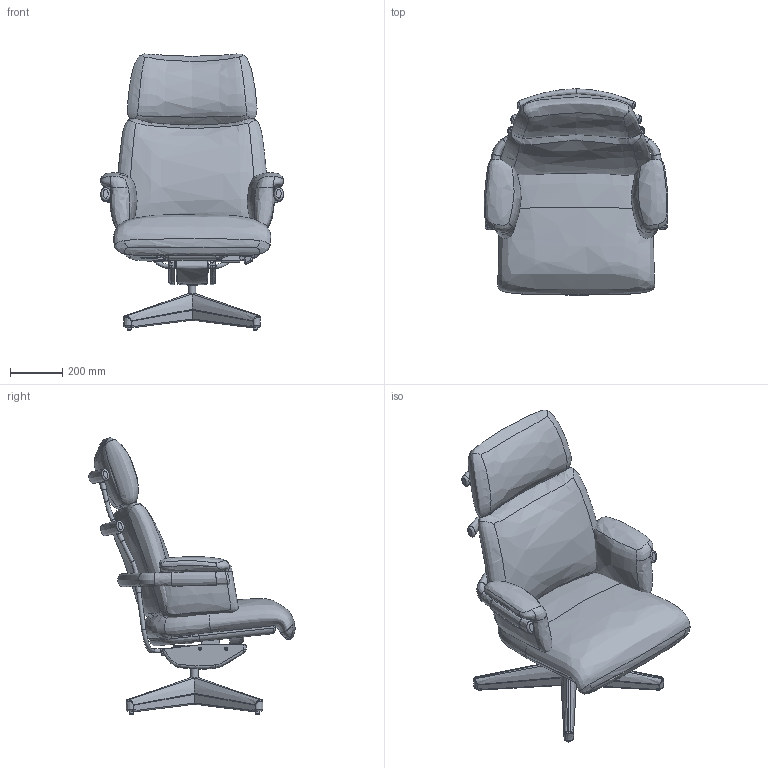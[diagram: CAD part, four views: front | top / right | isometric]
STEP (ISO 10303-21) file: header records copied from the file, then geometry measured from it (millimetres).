
FILE_DESCRIPTION(/* description */ (''),/* implementation_level */ '2;1');
FILE_NAME(/* name */ 'Ramus_CB-578',/* time_stamp */ '2025-07-18T11:34:43+02:00',/* author */ (''),/* organization */ (''),/* preprocessor_version */ 'ST-DEVELOPER v16.5',/* originating_system */ 'Rhino 7.34',/* authorisation */ '');
FILE_SCHEMA (('AUTOMOTIVE_DESIGN'));
Length unit declared in the file: centimetre
Products named in the file (2): Document; CB-578_Ramus
Assembly tree (1 placements, depth 2):
  Document
    CB-578_Ramus
Bounding box: 700.63 x 786.48 x 1053.14 mm (x, y, z)
Volume: 97748522.5 mm3; surface area: 3690842.9 mm2
Topology: 41 solids, 41 shells, 578 faces, 1310 edges, 794 vertices
Faces by surface type: bspline 224, plane 187, cylinder 167
Full cylindrical faces by diameter (mm): 5 x4, 6 x4, 10 x4, 12 x4, 12.8 x4, 16 x18, 28 x1
Entity records: 48034 total; most frequent: CARTESIAN_POINT 39417, ORIENTED_EDGE 2604, EDGE_CURVE 1302, VERTEX_POINT 794, EDGE_LOOP 598, ADVANCED_FACE 578, FACE_OUTER_BOUND 578, B_SPLINE_CURVE_WITH_KNOTS 532
